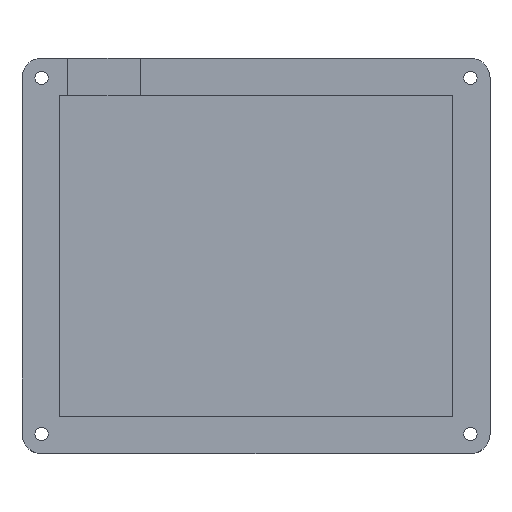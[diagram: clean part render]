
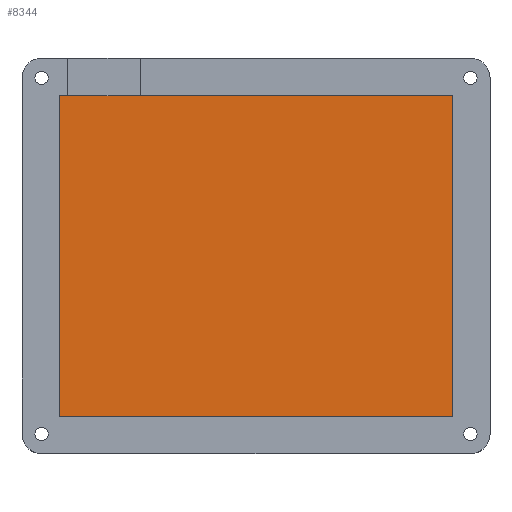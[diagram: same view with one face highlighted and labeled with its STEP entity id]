
A CAD part, top view. The second image highlights one B-rep face of the part: STEP entity #8344.
In plain terms, the highlighted planar face has unit normal (0, 0, 1).
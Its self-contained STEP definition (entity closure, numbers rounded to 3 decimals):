
#1058=PLANE('',#8555);
#1508=FACE_OUTER_BOUND('',#2001,.T.);
#2001=EDGE_LOOP('',(#7872,#7873,#7874,#7875));
#2653=LINE('',#16857,#3310);
#2655=LINE('',#16861,#3312);
#2657=LINE('',#16865,#3314);
#2659=LINE('',#16868,#3316);
#3310=VECTOR('',#9592,10.);
#3312=VECTOR('',#9596,10.);
#3314=VECTOR('',#9600,10.);
#3316=VECTOR('',#9604,10.);
#4163=VERTEX_POINT('',#16854);
#4164=VERTEX_POINT('',#16856);
#4165=VERTEX_POINT('',#16860);
#4166=VERTEX_POINT('',#16864);
#5399=EDGE_CURVE('',#4164,#4163,#2653,.T.);
#5401=EDGE_CURVE('',#4165,#4164,#2655,.T.);
#5403=EDGE_CURVE('',#4166,#4165,#2657,.T.);
#5405=EDGE_CURVE('',#4163,#4166,#2659,.T.);
#7872=ORIENTED_EDGE('',*,*,#5405,.T.);
#7873=ORIENTED_EDGE('',*,*,#5403,.T.);
#7874=ORIENTED_EDGE('',*,*,#5401,.T.);
#7875=ORIENTED_EDGE('',*,*,#5399,.T.);
#8344=ADVANCED_FACE('',(#1508),#1058,.T.);
#8555=AXIS2_PLACEMENT_3D('',#16869,#9605,#9606);
#9592=DIRECTION('',(-1.,0.,0.));
#9596=DIRECTION('',(0.,1.,0.));
#9600=DIRECTION('',(1.,0.,0.));
#9604=DIRECTION('',(0.,-1.,0.));
#9605=DIRECTION('center_axis',(0.,0.,1.));
#9606=DIRECTION('ref_axis',(1.,0.,0.));
#16854=CARTESIAN_POINT('',(-0.5,81.463,3.));
#16856=CARTESIAN_POINT('',(100.036,81.463,3.));
#16857=CARTESIAN_POINT('',(100.036,81.463,3.));
#16860=CARTESIAN_POINT('',(100.036,-0.5,3.));
#16861=CARTESIAN_POINT('',(100.036,-0.5,3.));
#16864=CARTESIAN_POINT('',(-0.5,-0.5,3.));
#16865=CARTESIAN_POINT('',(-0.5,-0.5,3.));
#16868=CARTESIAN_POINT('',(-0.5,81.463,3.));
#16869=CARTESIAN_POINT('Origin',(49.768,40.481,3.));
